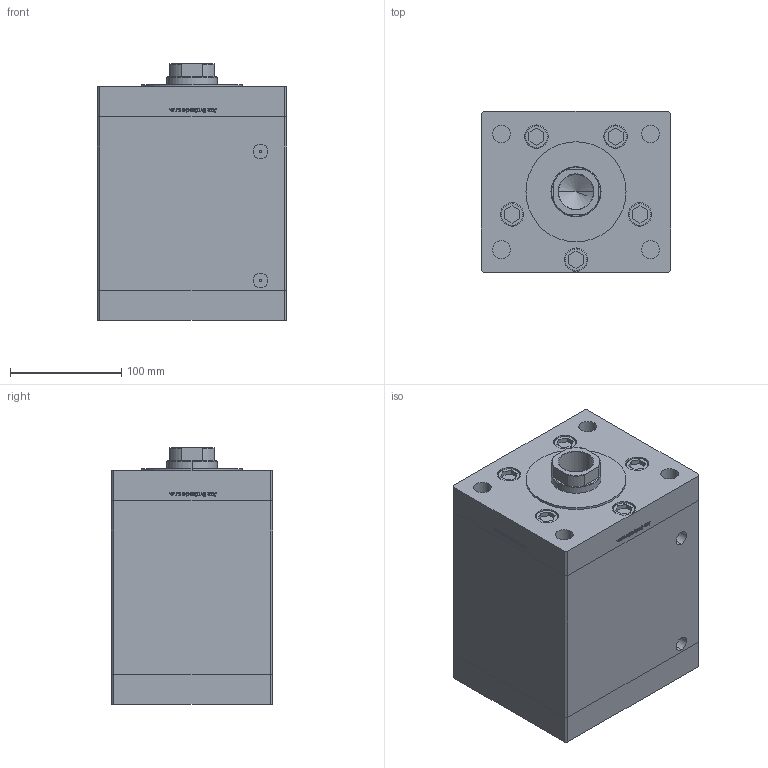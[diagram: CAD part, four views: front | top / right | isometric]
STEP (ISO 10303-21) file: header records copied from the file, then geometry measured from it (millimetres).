
FILE_DESCRIPTION (( 'STEP AP203' ), '1' );
FILE_NAME ('79d9.STEP', '2024-01-08T17:54:26', ( '' ), ( '' ), 'SwSTEP 2.0', 'SolidWorks 2019', '' );
FILE_SCHEMA (( 'CONFIG_CONTROL_DESIGN' ));
Length unit declared in the file: millimetre
Products named in the file (6): V220C_B MIDDLE b321ac093b8ecb7b7d812b0ad3340f4d; 79d9; ALLEN BOLT b321ac093b8ecb7b7d812b0ad3340f4d; V220C BACK_B b321ac093b8ecb7b7d812b0ad3340f4d; V220C_FRONT_B b321ac093b8ecb7b7d812b0ad3340f4d; V220C_VC_B b321ac093b8ecb7b7d812b0ad3340f4d
Assembly tree (14 placements, depth 2):
  79d9
    V220C_B MIDDLE b321ac093b8ecb7b7d812b0ad3340f4d
    V220C BACK_B b321ac093b8ecb7b7d812b0ad3340f4d
    V220C_FRONT_B b321ac093b8ecb7b7d812b0ad3340f4d
    V220C_VC_B b321ac093b8ecb7b7d812b0ad3340f4d
    ALLEN BOLT b321ac093b8ecb7b7d812b0ad3340f4d  x10
Bounding box: 170 x 145 x 231 mm (x, y, z)
Volume: 4514512.3 mm3; surface area: 433038.9 mm2
Topology: 14 solids, 14 shells, 1185 faces, 2957 edges, 1939 vertices
Faces by surface type: bspline 484, plane 464, cylinder 147, cone 46, torus 44
Entity records: 52141 total; most frequent: CARTESIAN_POINT 30204, ORIENTED_EDGE 5082, DIRECTION 2851, EDGE_CURVE 2541, VERTEX_POINT 1687, LINE 1319, VECTOR 1319, EDGE_LOOP 1150
